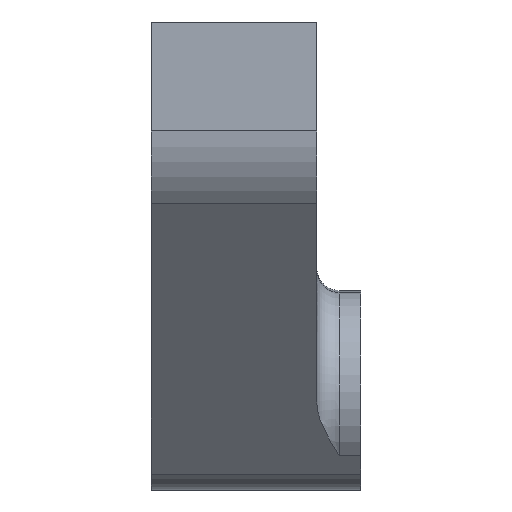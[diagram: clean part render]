
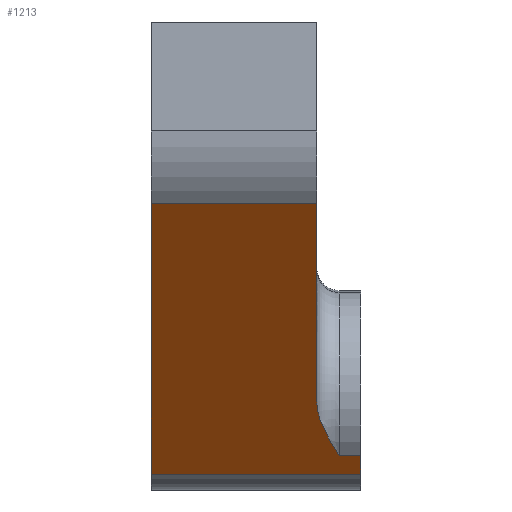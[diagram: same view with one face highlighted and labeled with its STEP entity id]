
A CAD part, left-side view. The second image highlights one B-rep face of the part: STEP entity #1213.
In plain terms, the highlighted planar face has unit normal (-0.763, 0, -0.646).
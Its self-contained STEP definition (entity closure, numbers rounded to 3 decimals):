
#56=CARTESIAN_POINT('Line Origine',(-46.047,-15.425,24.256)) ;
#60=CARTESIAN_POINT('Vertex',(-46.047,-14.,24.256)) ;
#62=CARTESIAN_POINT('Vertex',(-46.047,-16.85,24.256)) ;
#97=CARTESIAN_POINT('Control Point',(-52.116,-11.,31.425)) ;
#98=CARTESIAN_POINT('Control Point',(-51.383,-11.,30.559)) ;
#99=CARTESIAN_POINT('Control Point',(-50.662,-11.18,29.708)) ;
#100=CARTESIAN_POINT('Control Point',(-49.979,-11.457,28.9)) ;
#101=CARTESIAN_POINT('Control Point',(-48.756,-12.09,27.456)) ;
#102=CARTESIAN_POINT('Control Point',(-47.603,-12.864,26.094)) ;
#103=CARTESIAN_POINT('Control Point',(-47.081,-13.237,25.477)) ;
#104=CARTESIAN_POINT('Control Point',(-46.564,-13.619,24.866)) ;
#105=CARTESIAN_POINT('Control Point',(-46.047,-14.,24.256)) ;
#106=CARTESIAN_POINT('Vertex',(-52.116,-11.,31.425)) ;
#139=CARTESIAN_POINT('Vertex',(-43.989,-16.85,21.825)) ;
#175=CARTESIAN_POINT('Line Origine',(-45.018,-16.85,23.04)) ;
#516=CARTESIAN_POINT('Vertex',(-74.448,-11.,57.805)) ;
#519=CARTESIAN_POINT('Line Origine',(-63.282,-11.,44.615)) ;
#857=CARTESIAN_POINT('Vertex',(-74.448,11.,57.805)) ;
#860=CARTESIAN_POINT('Line Origine',(-74.448,0.,57.805)) ;
#978=CARTESIAN_POINT('Line Origine',(-59.219,11.,39.815)) ;
#982=CARTESIAN_POINT('Vertex',(-43.989,11.,21.825)) ;
#1187=CARTESIAN_POINT('Line Origine',(-43.989,-2.925,21.825)) ;
#1199=CARTESIAN_POINT('Axis2P3D Location',(-78.,0.,62.)) ;
#57=DIRECTION('Vector Direction',(0.,1.,0.)) ;
#176=DIRECTION('Vector Direction',(-0.646,0.,0.763)) ;
#520=DIRECTION('Vector Direction',(0.646,0.,-0.763)) ;
#861=DIRECTION('Vector Direction',(0.,1.,0.)) ;
#979=DIRECTION('Vector Direction',(0.646,0.,-0.763)) ;
#1188=DIRECTION('Vector Direction',(0.,-1.,0.)) ;
#1200=DIRECTION('Axis2P3D Direction',(0.763,-0.,0.646)) ;
#1201=DIRECTION('Axis2P3D XDirection',(0.646,0.,-0.763)) ;
#1202=AXIS2_PLACEMENT_3D('Plane Axis2P3D',#1199,#1200,#1201) ;
#1205=ORIENTED_EDGE('',*,*,#523,.T.) ;
#1206=ORIENTED_EDGE('',*,*,#864,.T.) ;
#1207=ORIENTED_EDGE('',*,*,#984,.F.) ;
#1208=ORIENTED_EDGE('',*,*,#1191,.F.) ;
#1209=ORIENTED_EDGE('',*,*,#179,.T.) ;
#1210=ORIENTED_EDGE('',*,*,#64,.F.) ;
#1211=ORIENTED_EDGE('',*,*,#108,.T.) ;
#58=VECTOR('Line Direction',#57,1.) ;
#177=VECTOR('Line Direction',#176,1.) ;
#521=VECTOR('Line Direction',#520,1.) ;
#862=VECTOR('Line Direction',#861,1.) ;
#980=VECTOR('Line Direction',#979,1.) ;
#1189=VECTOR('Line Direction',#1188,1.) ;
#1213=ADVANCED_FACE('Corps principal',(#1212),#1203,.F.) ;
#96=B_SPLINE_CURVE_WITH_KNOTS('',5,(#97,#98,#99,#100,#101,#102,#103,#104,#105),.UNSPECIFIED.,.F.,.U.,(6,3,6),(0.,8.023,14.906),.UNSPECIFIED.) ;
#64=EDGE_CURVE('',#61,#63,#59,.F.) ;
#108=EDGE_CURVE('',#61,#107,#96,.F.) ;
#179=EDGE_CURVE('',#140,#63,#178,.T.) ;
#523=EDGE_CURVE('',#107,#517,#522,.F.) ;
#864=EDGE_CURVE('',#517,#858,#863,.T.) ;
#984=EDGE_CURVE('',#983,#858,#981,.F.) ;
#1191=EDGE_CURVE('',#140,#983,#1190,.F.) ;
#1204=EDGE_LOOP('',(#1205,#1206,#1207,#1208,#1209,#1210,#1211)) ;
#1212=FACE_OUTER_BOUND('',#1204,.T.) ;
#59=LINE('Line',#56,#58) ;
#178=LINE('Line',#175,#177) ;
#522=LINE('Line',#519,#521) ;
#863=LINE('Line',#860,#862) ;
#981=LINE('Line',#978,#980) ;
#1190=LINE('Line',#1187,#1189) ;
#1203=PLANE('',#1202) ;
#61=VERTEX_POINT('',#60) ;
#63=VERTEX_POINT('',#62) ;
#107=VERTEX_POINT('',#106) ;
#140=VERTEX_POINT('',#139) ;
#517=VERTEX_POINT('',#516) ;
#858=VERTEX_POINT('',#857) ;
#983=VERTEX_POINT('',#982) ;
